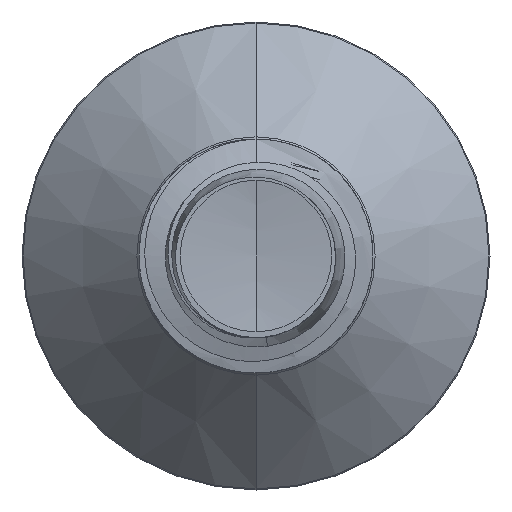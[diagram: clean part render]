
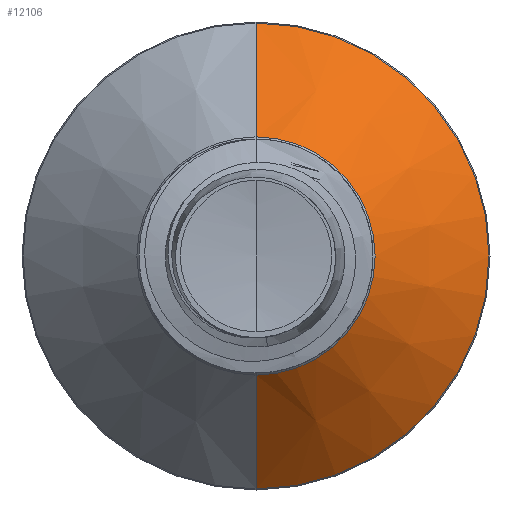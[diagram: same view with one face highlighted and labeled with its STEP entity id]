
A CAD part, front view. The second image highlights one B-rep face of the part: STEP entity #12106.
In plain terms, the highlighted conical face has half-angle 45 degrees and reference radius 1.782 mm.
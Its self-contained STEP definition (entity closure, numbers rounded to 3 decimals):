
#76 = DIRECTION ( 'NONE',  ( 0., 1., 0. ) ) ;
#289 = EDGE_CURVE ( 'NONE', #1485, #13872, #32094, .T. ) ;
#595 = VECTOR ( 'NONE', #11424, 1000. ) ;
#904 = VERTEX_POINT ( 'NONE', #30673 ) ;
#1217 = ORIENTED_EDGE ( 'NONE', *, *, #5221, .F. ) ;
#1485 = VERTEX_POINT ( 'NONE', #12211 ) ;
#2132 = AXIS2_PLACEMENT_3D ( 'NONE', #15181, #76, #27974 ) ;
#3418 = DIRECTION ( 'NONE',  ( 0., 1., 0. ) ) ;
#4982 = EDGE_CURVE ( 'NONE', #17076, #904, #29322, .T. ) ;
#5221 = EDGE_CURVE ( 'NONE', #1485, #17076, #7408, .T. ) ;
#6566 = LINE ( 'NONE', #11625, #19352 ) ;
#7408 = LINE ( 'NONE', #8856, #595 ) ;
#7697 = CARTESIAN_POINT ( 'NONE',  ( 0., 14.335, 3.485 ) ) ;
#8856 = CARTESIAN_POINT ( 'NONE',  ( 0., 12.632, 1.782 ) ) ;
#10220 = AXIS2_PLACEMENT_3D ( 'NONE', #18685, #3418, #21238 ) ;
#11424 = DIRECTION ( 'NONE',  ( 0., 0.707, 0.707 ) ) ;
#11625 = CARTESIAN_POINT ( 'NONE',  ( 0., 12.632, -1.782 ) ) ;
#11665 = EDGE_CURVE ( 'NONE', #13872, #904, #6566, .T. ) ;
#12106 = ADVANCED_FACE ( 'NONE', ( #24541 ), #30447, .T. ) ;
#12211 = CARTESIAN_POINT ( 'NONE',  ( 0., 12.632, 1.782 ) ) ;
#13872 = VERTEX_POINT ( 'NONE', #30713 ) ;
#15181 = CARTESIAN_POINT ( 'NONE',  ( 0., 12.632, 0. ) ) ;
#17076 = VERTEX_POINT ( 'NONE', #7697 ) ;
#18685 = CARTESIAN_POINT ( 'NONE',  ( 0., 14.335, 0. ) ) ;
#19352 = VECTOR ( 'NONE', #24457, 1000. ) ;
#21238 = DIRECTION ( 'NONE',  ( 0., 0., 1. ) ) ;
#21768 = CARTESIAN_POINT ( 'NONE',  ( 0., 12.632, 0. ) ) ;
#24457 = DIRECTION ( 'NONE',  ( 0., 0.707, -0.707 ) ) ;
#24541 = FACE_OUTER_BOUND ( 'NONE', #25057, .T. ) ;
#25057 = EDGE_LOOP ( 'NONE', ( #30898, #32347, #31848, #1217 ) ) ;
#27974 = DIRECTION ( 'NONE',  ( 0., 0., 1. ) ) ;
#28775 = DIRECTION ( 'NONE',  ( 0., 0., 1. ) ) ;
#29161 = AXIS2_PLACEMENT_3D ( 'NONE', #21768, #30899, #28775 ) ;
#29322 = CIRCLE ( 'NONE', #10220, 3.485 ) ;
#30447 = CONICAL_SURFACE ( 'NONE', #2132, 1.782, 0.785 ) ;
#30673 = CARTESIAN_POINT ( 'NONE',  ( 0., 14.335, -3.485 ) ) ;
#30713 = CARTESIAN_POINT ( 'NONE',  ( 0., 12.632, -1.782 ) ) ;
#30898 = ORIENTED_EDGE ( 'NONE', *, *, #289, .T. ) ;
#30899 = DIRECTION ( 'NONE',  ( 0., 1., 0. ) ) ;
#31848 = ORIENTED_EDGE ( 'NONE', *, *, #4982, .F. ) ;
#32094 = CIRCLE ( 'NONE', #29161, 1.782 ) ;
#32347 = ORIENTED_EDGE ( 'NONE', *, *, #11665, .T. ) ;
